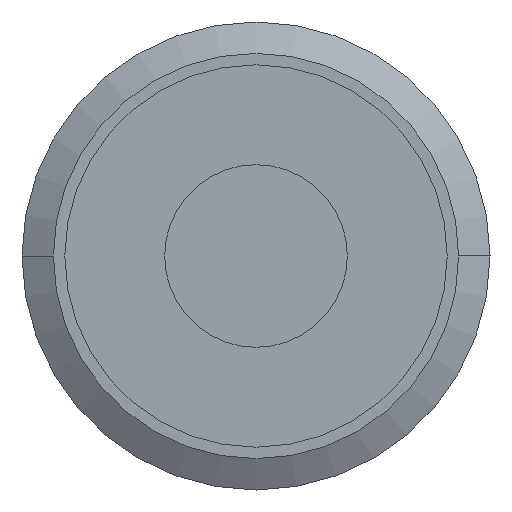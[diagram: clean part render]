
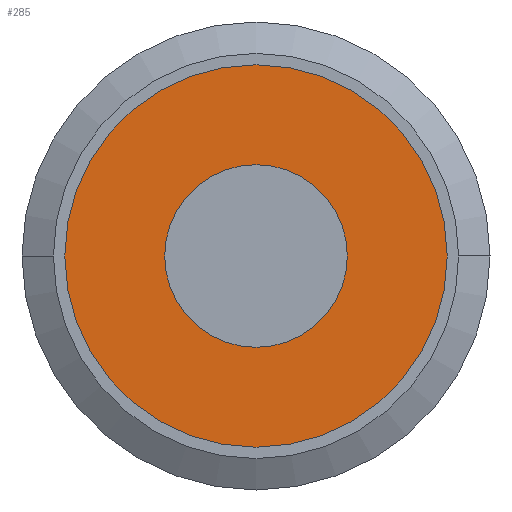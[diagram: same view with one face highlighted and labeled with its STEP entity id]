
A CAD part, left-side view. The second image highlights one B-rep face of the part: STEP entity #285.
In plain terms, the highlighted planar face has unit normal (-1, 0, 0).
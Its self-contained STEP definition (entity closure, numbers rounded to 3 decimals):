
#35 = ORIENTED_EDGE ( 'NONE', *, *, #429, .F. ) ;
#38 = VERTEX_POINT ( 'NONE', #197 ) ;
#40 = CIRCLE ( 'NONE', #52, 3.35 ) ;
#52 = AXIS2_PLACEMENT_3D ( 'NONE', #407, #465, #347 ) ;
#84 = DIRECTION ( 'NONE',  ( 1., 0., 0. ) ) ;
#89 = DIRECTION ( 'NONE',  ( 0., 1., 0. ) ) ;
#90 = CARTESIAN_POINT ( 'NONE',  ( 0., -1.6, 0. ) ) ;
#106 = CARTESIAN_POINT ( 'NONE',  ( 0., -3.35, 0. ) ) ;
#125 = CARTESIAN_POINT ( 'NONE',  ( 0., 0., 0. ) ) ;
#129 = ORIENTED_EDGE ( 'NONE', *, *, #608, .T. ) ;
#134 = EDGE_CURVE ( 'NONE', #38, #275, #476, .T. ) ;
#150 = DIRECTION ( 'NONE',  ( 0., -1., 0. ) ) ;
#173 = ORIENTED_EDGE ( 'NONE', *, *, #245, .F. ) ;
#197 = CARTESIAN_POINT ( 'NONE',  ( 0., 1.6, 0. ) ) ;
#205 = PLANE ( 'NONE',  #486 ) ;
#206 = DIRECTION ( 'NONE',  ( 1., 0., 0. ) ) ;
#216 = VERTEX_POINT ( 'NONE', #251 ) ;
#224 = CIRCLE ( 'NONE', #703, 3.35 ) ;
#245 = EDGE_CURVE ( 'NONE', #394, #216, #40, .T. ) ;
#251 = CARTESIAN_POINT ( 'NONE',  ( 0., 3.35, 0. ) ) ;
#275 = VERTEX_POINT ( 'NONE', #90 ) ;
#285 = ADVANCED_FACE ( 'NONE', ( #520, #697 ), #205, .F. ) ;
#297 = CIRCLE ( 'NONE', #461, 1.6 ) ;
#324 = CARTESIAN_POINT ( 'NONE',  ( 0., 0., 0. ) ) ;
#347 = DIRECTION ( 'NONE',  ( 0., 1., 0. ) ) ;
#351 = EDGE_LOOP ( 'NONE', ( #35, #173 ) ) ;
#352 = CARTESIAN_POINT ( 'NONE',  ( 0., 1.6, 0. ) ) ;
#363 = AXIS2_PLACEMENT_3D ( 'NONE', #125, #388, #547 ) ;
#381 = ORIENTED_EDGE ( 'NONE', *, *, #134, .T. ) ;
#388 = DIRECTION ( 'NONE',  ( 1., 0., 0. ) ) ;
#394 = VERTEX_POINT ( 'NONE', #106 ) ;
#407 = CARTESIAN_POINT ( 'NONE',  ( 0., 0., 0. ) ) ;
#429 = EDGE_CURVE ( 'NONE', #216, #394, #224, .T. ) ;
#461 = AXIS2_PLACEMENT_3D ( 'NONE', #477, #206, #89 ) ;
#465 = DIRECTION ( 'NONE',  ( 1., 0., 0. ) ) ;
#476 = CIRCLE ( 'NONE', #363, 1.6 ) ;
#477 = CARTESIAN_POINT ( 'NONE',  ( 0., 0., 0. ) ) ;
#486 = AXIS2_PLACEMENT_3D ( 'NONE', #352, #84, #150 ) ;
#511 = DIRECTION ( 'NONE',  ( 1., 0., 0. ) ) ;
#520 = FACE_BOUND ( 'NONE', #694, .T. ) ;
#547 = DIRECTION ( 'NONE',  ( 0., 1., 0. ) ) ;
#553 = DIRECTION ( 'NONE',  ( 0., 1., 0. ) ) ;
#608 = EDGE_CURVE ( 'NONE', #275, #38, #297, .T. ) ;
#694 = EDGE_LOOP ( 'NONE', ( #381, #129 ) ) ;
#697 = FACE_OUTER_BOUND ( 'NONE', #351, .T. ) ;
#703 = AXIS2_PLACEMENT_3D ( 'NONE', #324, #511, #553 ) ;
